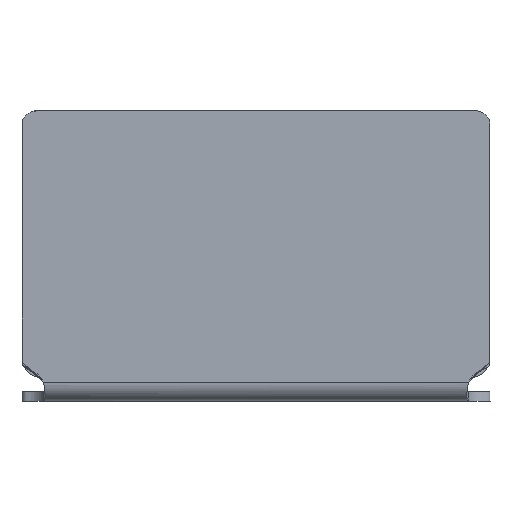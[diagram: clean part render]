
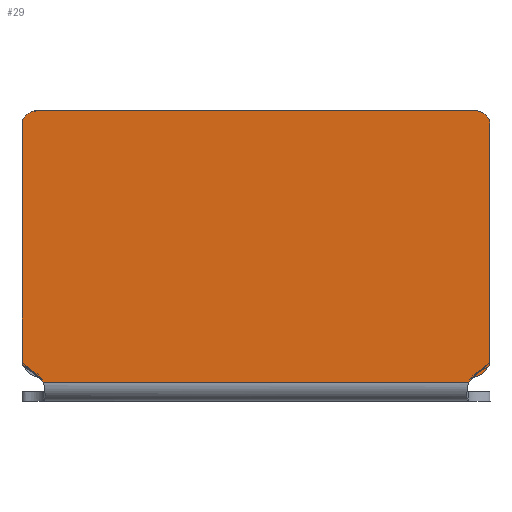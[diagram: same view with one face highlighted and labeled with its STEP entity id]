
A CAD part, left-side view. The second image highlights one B-rep face of the part: STEP entity #29.
In plain terms, the highlighted free-form (B-spline) face has degree [1, 1] with [2, 2] control points.
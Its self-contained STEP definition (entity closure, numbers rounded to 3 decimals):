
#29=ADVANCED_FACE('',(#51),#621,.T.);
#51=FACE_OUTER_BOUND('',#77,.T.);
#77=EDGE_LOOP('',(#119,#120));
#119=ORIENTED_EDGE('',*,*,#459,.T.);
#120=ORIENTED_EDGE('',*,*,#460,.T.);
#203=(
BOUNDED_CURVE()
B_SPLINE_CURVE(2,(#1443,#1444,#1445,#1446,#1447,#1448,#1449,#1450,#1451,
#1452,#1453,#1454,#1455,#1456,#1457,#1458,#1459,#1460,#1461),
 .UNSPECIFIED.,.F.,.F.)
B_SPLINE_CURVE_WITH_KNOTS((3,2,2,2,2,2,2,2,2,3),(-589.456,-584.975,
-582.968,-532.293,-527.58,-433.58,
-428.868,-378.193,-376.186,-371.705),
 .UNSPECIFIED.)
CURVE()
GEOMETRIC_REPRESENTATION_ITEM()
RATIONAL_B_SPLINE_CURVE((1.,0.859,0.922,0.723,
0.922,0.922,0.922,0.652,
0.922,0.922,0.922,0.652,
0.922,0.922,0.922,0.723,
0.922,0.859,1.))
REPRESENTATION_ITEM('')
);
#204=(
BOUNDED_CURVE()
B_SPLINE_CURVE(2,(#1462,#1463,#1464,#1465,#1466,#1467,#1468,#1469,#1470,
#1471,#1472,#1473,#1474,#1475,#1476,#1477,#1478,#1479,#1480),
 .UNSPECIFIED.,.F.,.F.)
B_SPLINE_CURVE_WITH_KNOTS((3,2,2,2,2,2,2,2,2,3),(-589.456,-584.919,
-582.914,-532.265,-527.555,-433.605,
-428.896,-378.247,-376.241,-371.705),
 .UNSPECIFIED.)
CURVE()
GEOMETRIC_REPRESENTATION_ITEM()
RATIONAL_B_SPLINE_CURVE((1.,0.895,1.,0.784,1.,1.,
1.,0.707,1.,1.,1.,0.707,1.,1.,1.,0.784,
1.,0.895,1.))
REPRESENTATION_ITEM('')
);
#243=PCURVE('',#621,#331);
#244=PCURVE('',#621,#332);
#257=PCURVE('',#608,#345);
#294=PCURVE('',#615,#382);
#331=DEFINITIONAL_REPRESENTATION('',(#204),#1922);
#332=DEFINITIONAL_REPRESENTATION('',(#508),#1922);
#345=DEFINITIONAL_REPRESENTATION('',(#519),#1922);
#382=DEFINITIONAL_REPRESENTATION('',(#563),#1922);
#415=SURFACE_CURVE('',#203,(#243,#294),.PCURVE_S1.);
#416=SURFACE_CURVE('',#507,(#244,#257),.PCURVE_S1.);
#459=EDGE_CURVE('',#595,#596,#415,.T.);
#460=EDGE_CURVE('',#596,#595,#416,.T.);
#507=B_SPLINE_CURVE_WITH_KNOTS('',3,(#1481,#1482,#1483,#1484),
 .UNSPECIFIED.,.F.,.F.,(4,4),(-90.417,0.417),
 .UNSPECIFIED.);
#508=B_SPLINE_CURVE_WITH_KNOTS('',3,(#1485,#1486,#1487,#1488),
 .UNSPECIFIED.,.F.,.F.,(4,4),(-90.417,0.417),
 .UNSPECIFIED.);
#519=B_SPLINE_CURVE_WITH_KNOTS('',1,(#1711,#1712),.UNSPECIFIED.,.F.,.F.,
(2,2),(-90.417,0.417),.UNSPECIFIED.);
#563=B_SPLINE_CURVE_WITH_KNOTS('',1,(#1885,#1886),.UNSPECIFIED.,.F.,.F.,
(2,2),(-589.456,-371.705),.UNSPECIFIED.);
#595=VERTEX_POINT('',#1003);
#596=VERTEX_POINT('',#1004);
#608=(
BOUNDED_SURFACE()
B_SPLINE_SURFACE(1,2,((#695,#696,#697),(#698,#699,#700)),.UNSPECIFIED.,
 .F.,.F.,.F.)
B_SPLINE_SURFACE_WITH_KNOTS((2,2),(3,3),(-0.417,90.417),
(0.,3.142),.UNSPECIFIED.)
GEOMETRIC_REPRESENTATION_ITEM()
RATIONAL_B_SPLINE_SURFACE(((1.,0.707,1.),(1.,0.707,
1.)))
REPRESENTATION_ITEM('')
SURFACE()
);
#615=(
BOUNDED_SURFACE()
B_SPLINE_SURFACE(1,2,((#881,#882,#883,#884,#885,#886,#887,#888,#889,#890,
#891,#892,#893,#894,#895,#896,#897,#898,#899),(#900,#901,#902,#903,#904,
#905,#906,#907,#908,#909,#910,#911,#912,#913,#914,#915,#916,#917,#918)),
 .UNSPECIFIED.,.F.,.F.,.F.)
B_SPLINE_SURFACE_WITH_KNOTS((2,2),(3,2,2,2,2,2,2,2,2,3),(0.,1.),(371.705,
376.186,378.193,428.868,433.58,527.58,
532.293,582.968,584.975,589.456),
 .UNSPECIFIED.)
GEOMETRIC_REPRESENTATION_ITEM()
RATIONAL_B_SPLINE_SURFACE(((1.,0.859,0.922,0.723,
0.922,0.922,0.922,0.652,
0.922,0.922,0.922,0.652,
0.922,0.922,0.922,0.723,
0.922,0.859,1.),(1.,0.859,0.922,
0.723,0.922,0.922,0.922,
0.652,0.922,0.922,0.922,
0.652,0.922,0.922,0.922,
0.723,0.922,0.859,1.)))
REPRESENTATION_ITEM('')
SURFACE()
);
#621=B_SPLINE_SURFACE_WITH_KNOTS('',1,1,((#681,#682),(#683,#684)),
 .UNSPECIFIED.,.F.,.F.,.F.,(2,2),(2,2),(-20.,80.),(-208.5,-150.5),
 .UNSPECIFIED.);
#681=CARTESIAN_POINT('',(0.,0.,60.));
#682=CARTESIAN_POINT('',(0.,0.,2.));
#683=CARTESIAN_POINT('',(0.,100.,60.));
#684=CARTESIAN_POINT('',(0.,100.,2.));
#695=CARTESIAN_POINT('',(0.,4.583,2.));
#696=CARTESIAN_POINT('',(0.,4.583,-2.));
#697=CARTESIAN_POINT('',(4.,4.583,-2.));
#698=CARTESIAN_POINT('',(0.,95.417,2.));
#699=CARTESIAN_POINT('',(0.,95.417,-2.));
#700=CARTESIAN_POINT('',(4.,95.417,-2.));
#881=CARTESIAN_POINT('',(2.,95.417,2.));
#882=CARTESIAN_POINT('',(2.,96.416,4.289));
#883=CARTESIAN_POINT('',(2.,98.846,4.865));
#884=CARTESIAN_POINT('',(2.,100.,5.139));
#885=CARTESIAN_POINT('',(2.,100.,6.325));
#886=CARTESIAN_POINT('',(2.,100.,31.662));
#887=CARTESIAN_POINT('',(2.,100.,57.));
#888=CARTESIAN_POINT('',(2.,100.,60.));
#889=CARTESIAN_POINT('',(2.,97.,60.));
#890=CARTESIAN_POINT('',(2.,50.,60.));
#891=CARTESIAN_POINT('',(2.,3.,60.));
#892=CARTESIAN_POINT('',(2.,0.,60.));
#893=CARTESIAN_POINT('',(2.,0.,57.));
#894=CARTESIAN_POINT('',(2.,0.,31.662));
#895=CARTESIAN_POINT('',(2.,0.,6.325));
#896=CARTESIAN_POINT('',(2.,0.,5.139));
#897=CARTESIAN_POINT('',(2.,1.154,4.865));
#898=CARTESIAN_POINT('',(2.,3.584,4.289));
#899=CARTESIAN_POINT('',(2.,4.583,2.));
#900=CARTESIAN_POINT('',(0.,95.417,2.));
#901=CARTESIAN_POINT('',(0.,96.416,4.289));
#902=CARTESIAN_POINT('',(0.,98.846,4.865));
#903=CARTESIAN_POINT('',(0.,100.,5.139));
#904=CARTESIAN_POINT('',(0.,100.,6.325));
#905=CARTESIAN_POINT('',(0.,100.,31.662));
#906=CARTESIAN_POINT('',(0.,100.,57.));
#907=CARTESIAN_POINT('',(0.,100.,60.));
#908=CARTESIAN_POINT('',(0.,97.,60.));
#909=CARTESIAN_POINT('',(0.,50.,60.));
#910=CARTESIAN_POINT('',(0.,3.,60.));
#911=CARTESIAN_POINT('',(0.,0.,60.));
#912=CARTESIAN_POINT('',(0.,0.,57.));
#913=CARTESIAN_POINT('',(0.,0.,31.662));
#914=CARTESIAN_POINT('',(0.,0.,6.325));
#915=CARTESIAN_POINT('',(0.,0.,5.139));
#916=CARTESIAN_POINT('',(0.,1.154,4.865));
#917=CARTESIAN_POINT('',(0.,3.584,4.289));
#918=CARTESIAN_POINT('',(0.,4.583,2.));
#1003=CARTESIAN_POINT('',(0.,4.583,2.));
#1004=CARTESIAN_POINT('',(0.,95.417,2.));
#1443=CARTESIAN_POINT('',(0.,4.583,2.));
#1444=CARTESIAN_POINT('',(0.,3.584,4.289));
#1445=CARTESIAN_POINT('',(0.,1.154,4.865));
#1446=CARTESIAN_POINT('',(0.,0.,5.139));
#1447=CARTESIAN_POINT('',(0.,0.,6.325));
#1448=CARTESIAN_POINT('',(0.,0.,31.662));
#1449=CARTESIAN_POINT('',(0.,0.,57.));
#1450=CARTESIAN_POINT('',(0.,0.,60.));
#1451=CARTESIAN_POINT('',(0.,3.,60.));
#1452=CARTESIAN_POINT('',(0.,50.,60.));
#1453=CARTESIAN_POINT('',(0.,97.,60.));
#1454=CARTESIAN_POINT('',(0.,100.,60.));
#1455=CARTESIAN_POINT('',(0.,100.,57.));
#1456=CARTESIAN_POINT('',(0.,100.,31.662));
#1457=CARTESIAN_POINT('',(0.,100.,6.325));
#1458=CARTESIAN_POINT('',(0.,100.,5.139));
#1459=CARTESIAN_POINT('',(0.,98.846,4.865));
#1460=CARTESIAN_POINT('',(0.,96.416,4.289));
#1461=CARTESIAN_POINT('',(0.,95.417,2.));
#1462=CARTESIAN_POINT('',(-15.417,-150.5));
#1463=CARTESIAN_POINT('',(-16.416,-152.789));
#1464=CARTESIAN_POINT('',(-18.846,-153.365));
#1465=CARTESIAN_POINT('',(-20.,-153.639));
#1466=CARTESIAN_POINT('',(-20.,-154.825));
#1467=CARTESIAN_POINT('',(-20.,-180.162));
#1468=CARTESIAN_POINT('',(-20.,-205.5));
#1469=CARTESIAN_POINT('',(-20.,-208.5));
#1470=CARTESIAN_POINT('',(-17.,-208.5));
#1471=CARTESIAN_POINT('',(30.,-208.5));
#1472=CARTESIAN_POINT('',(77.,-208.5));
#1473=CARTESIAN_POINT('',(80.,-208.5));
#1474=CARTESIAN_POINT('',(80.,-205.5));
#1475=CARTESIAN_POINT('',(80.,-180.162));
#1476=CARTESIAN_POINT('',(80.,-154.825));
#1477=CARTESIAN_POINT('',(80.,-153.639));
#1478=CARTESIAN_POINT('',(78.846,-153.365));
#1479=CARTESIAN_POINT('',(76.416,-152.789));
#1480=CARTESIAN_POINT('',(75.417,-150.5));
#1481=CARTESIAN_POINT('',(0.,95.417,2.));
#1482=CARTESIAN_POINT('',(0.,65.139,2.));
#1483=CARTESIAN_POINT('',(0.,34.861,2.));
#1484=CARTESIAN_POINT('',(0.,4.583,2.));
#1485=CARTESIAN_POINT('',(75.417,-150.5));
#1486=CARTESIAN_POINT('',(45.139,-150.5));
#1487=CARTESIAN_POINT('',(14.861,-150.5));
#1488=CARTESIAN_POINT('',(-15.417,-150.5));
#1711=CARTESIAN_POINT('',(90.417,0.));
#1712=CARTESIAN_POINT('',(-0.417,0.));
#1885=CARTESIAN_POINT('',(1.,589.456));
#1886=CARTESIAN_POINT('',(1.,371.705));
#1922=(
GEOMETRIC_REPRESENTATION_CONTEXT(2)
PARAMETRIC_REPRESENTATION_CONTEXT()
REPRESENTATION_CONTEXT('pspace','')
);
